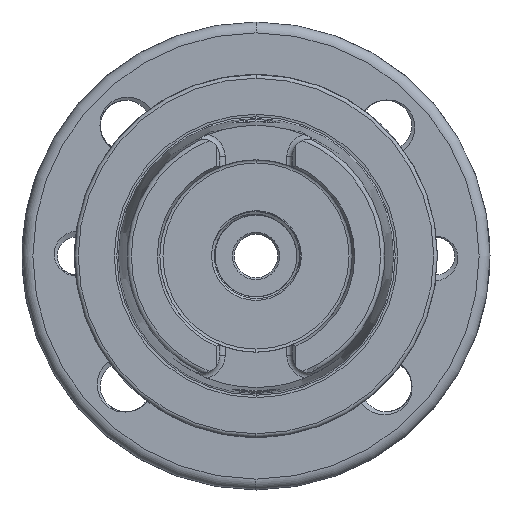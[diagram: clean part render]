
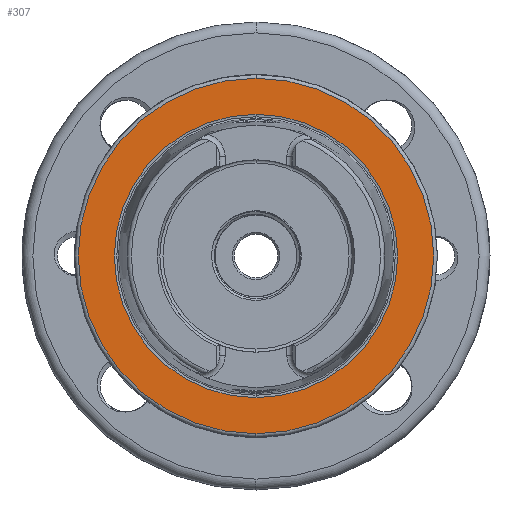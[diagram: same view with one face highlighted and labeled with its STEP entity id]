
A CAD part, left-side view. The second image highlights one B-rep face of the part: STEP entity #307.
In plain terms, the highlighted planar face has unit normal (-1, 0, 0).
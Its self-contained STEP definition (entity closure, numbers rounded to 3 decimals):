
#59 = CARTESIAN_POINT ( 'NONE',  ( 0., 0., 0. ) ) ;
#60 = DIRECTION ( 'NONE',  ( 1., 0., 0. ) ) ;
#61 = DIRECTION ( 'NONE',  ( 0., 0., -1. ) ) ;
#62 = CARTESIAN_POINT ( 'NONE',  ( 0., 0., 0. ) ) ;
#63 = DIRECTION ( 'NONE',  ( -1., 0., 0. ) ) ;
#64 = DIRECTION ( 'NONE',  ( 0., 0., 1. ) ) ;
#307 = ADVANCED_FACE ( 'NONE', ( #8527, #8526 ), #6319, .T. ) ;
#2587 = AXIS2_PLACEMENT_3D ( 'NONE', #19023, #19024, #19025 ) ;
#2591 = AXIS2_PLACEMENT_3D ( 'NONE', #19011, #19012, #19013 ) ;
#5413 = AXIS2_PLACEMENT_3D ( 'NONE', #59, #60, #61 ) ;
#5415 = AXIS2_PLACEMENT_3D ( 'NONE', #62, #63, #64 ) ;
#6319 = PLANE ( 'NONE',  #8538 ) ;
#6320 = CARTESIAN_POINT ( 'NONE',  ( 0., 39.054, 0. ) ) ;
#6321 = DIRECTION ( 'NONE',  ( -1., 0., 0. ) ) ;
#6322 = DIRECTION ( 'NONE',  ( 0., 0., 1. ) ) ;
#8330 = VERTEX_POINT ( 'NONE', #32620 ) ;
#8526 = FACE_BOUND ( 'NONE', #40426, .T. ) ;
#8527 = FACE_OUTER_BOUND ( 'NONE', #40428, .T. ) ;
#8538 = AXIS2_PLACEMENT_3D ( 'NONE', #6320, #6321, #6322 ) ;
#8556 = ORIENTED_EDGE ( 'NONE', *, *, #32856, .T. ) ;
#8558 = ORIENTED_EDGE ( 'NONE', *, *, #14716, .T. ) ;
#8595 = ORIENTED_EDGE ( 'NONE', *, *, #32860, .T. ) ;
#8597 = ORIENTED_EDGE ( 'NONE', *, *, #14717, .T. ) ;
#14716 = EDGE_CURVE ( 'NONE', #26381, #26385, #38642, .T. ) ;
#14717 = EDGE_CURVE ( 'NONE', #8330, #26375, #38643, .T. ) ;
#19011 = CARTESIAN_POINT ( 'NONE',  ( 0., 0., 0. ) ) ;
#19012 = DIRECTION ( 'NONE',  ( -1., 0., 0. ) ) ;
#19013 = DIRECTION ( 'NONE',  ( 0., 0., 1. ) ) ;
#19023 = CARTESIAN_POINT ( 'NONE',  ( 0., 0., 0. ) ) ;
#19024 = DIRECTION ( 'NONE',  ( 1., 0., 0. ) ) ;
#19025 = DIRECTION ( 'NONE',  ( 0., 0., -1. ) ) ;
#21162 = CARTESIAN_POINT ( 'NONE',  ( 0., 0., 49. ) ) ;
#21170 = CARTESIAN_POINT ( 'NONE',  ( 0., 0., -39.054 ) ) ;
#21177 = CARTESIAN_POINT ( 'NONE',  ( 0., 0., 39.054 ) ) ;
#26375 = VERTEX_POINT ( 'NONE', #21162 ) ;
#26381 = VERTEX_POINT ( 'NONE', #21170 ) ;
#26385 = VERTEX_POINT ( 'NONE', #21177 ) ;
#32620 = CARTESIAN_POINT ( 'NONE',  ( 0., 0., -49. ) ) ;
#32856 = EDGE_CURVE ( 'NONE', #26375, #8330, #38743, .T. ) ;
#32860 = EDGE_CURVE ( 'NONE', #26385, #26381, #38746, .T. ) ;
#38642 = CIRCLE ( 'NONE', #5413, 39.054 ) ;
#38643 = CIRCLE ( 'NONE', #5415, 49. ) ;
#38743 = CIRCLE ( 'NONE', #2591, 49. ) ;
#38746 = CIRCLE ( 'NONE', #2587, 39.054 ) ;
#40426 = EDGE_LOOP ( 'NONE', ( #8595, #8558 ) ) ;
#40428 = EDGE_LOOP ( 'NONE', ( #8556, #8597 ) ) ;
